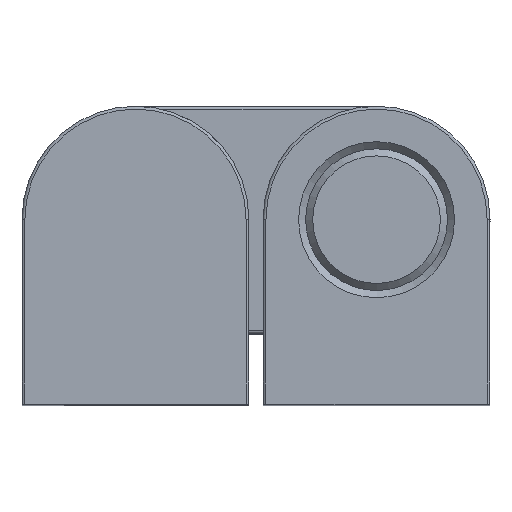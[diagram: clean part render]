
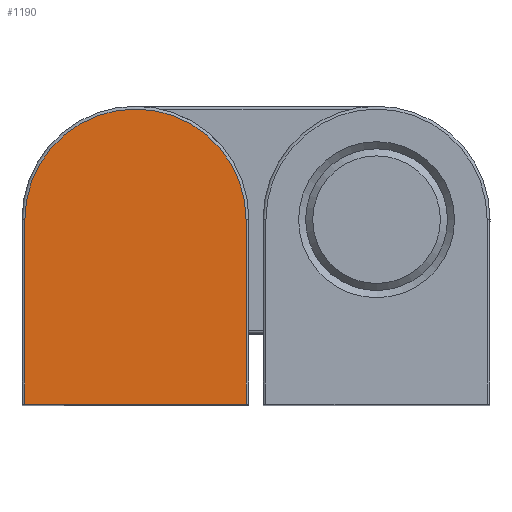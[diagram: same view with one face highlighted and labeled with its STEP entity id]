
A CAD part, top view. The second image highlights one B-rep face of the part: STEP entity #1190.
In plain terms, the highlighted planar face has unit normal (0, 0, 1).
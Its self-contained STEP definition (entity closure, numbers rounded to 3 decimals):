
#83=PLANE('',#1298);
#140=FACE_OUTER_BOUND('',#218,.T.);
#218=EDGE_LOOP('',(#972,#973,#974,#975));
#306=LINE('',#1875,#397);
#307=LINE('',#1883,#398);
#338=LINE('',#1966,#429);
#397=VECTOR('',#1481,13.);
#398=VECTOR('',#1492,13.);
#429=VECTOR('',#1577,15.6);
#481=CIRCLE('',#1269,7.8);
#561=VERTEX_POINT('',#1869);
#563=VERTEX_POINT('',#1873);
#564=VERTEX_POINT('',#1877);
#565=VERTEX_POINT('',#1881);
#689=EDGE_CURVE('',#563,#561,#306,.T.);
#691=EDGE_CURVE('',#564,#563,#481,.T.);
#693=EDGE_CURVE('',#565,#564,#307,.T.);
#732=EDGE_CURVE('',#565,#561,#338,.T.);
#972=ORIENTED_EDGE('',*,*,#693,.F.);
#973=ORIENTED_EDGE('',*,*,#732,.T.);
#974=ORIENTED_EDGE('',*,*,#689,.F.);
#975=ORIENTED_EDGE('',*,*,#691,.F.);
#1190=ADVANCED_FACE('',(#140),#83,.T.);
#1269=AXIS2_PLACEMENT_3D('',#1879,#1486,#1487);
#1298=AXIS2_PLACEMENT_3D('',#1965,#1575,#1576);
#1481=DIRECTION('',(0.,-1.,0.));
#1486=DIRECTION('center_axis',(0.,0.,-1.));
#1487=DIRECTION('ref_axis',(0.,1.,0.));
#1492=DIRECTION('',(0.,1.,0.));
#1575=DIRECTION('center_axis',(0.,0.,1.));
#1576=DIRECTION('ref_axis',(1.,0.,0.));
#1577=DIRECTION('',(1.,0.,0.));
#1869=CARTESIAN_POINT('',(7.8,0.,0.));
#1873=CARTESIAN_POINT('',(7.8,13.,0.));
#1875=CARTESIAN_POINT('',(7.8,9.75,0.));
#1877=CARTESIAN_POINT('',(-7.8,13.,0.));
#1879=CARTESIAN_POINT('Origin',(0.,13.,0.));
#1881=CARTESIAN_POINT('',(-7.8,0.,0.));
#1883=CARTESIAN_POINT('',(-7.8,3.25,0.));
#1965=CARTESIAN_POINT('Origin',(0.,6.5,0.));
#1966=CARTESIAN_POINT('',(-8.,0.,0.));
